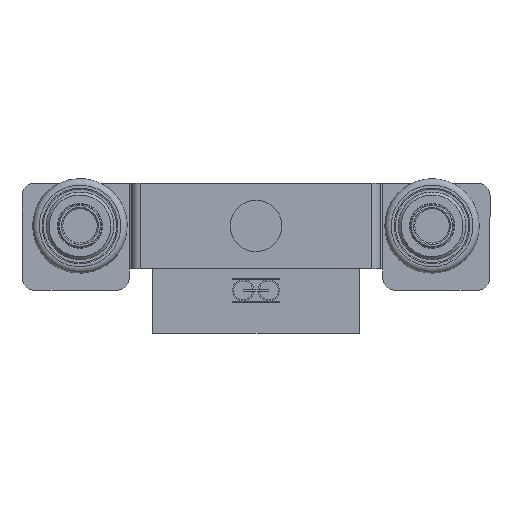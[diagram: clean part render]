
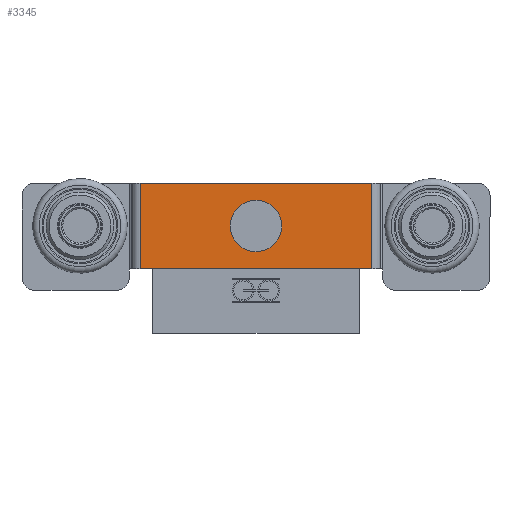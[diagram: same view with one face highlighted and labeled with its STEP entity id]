
A CAD part, top view. The second image highlights one B-rep face of the part: STEP entity #3345.
In plain terms, the highlighted planar face has unit normal (0, 0, 1).
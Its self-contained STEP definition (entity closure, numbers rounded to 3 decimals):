
#121=FACE_BOUND('',#579,.T.);
#233=PLANE('',#3759);
#383=FACE_OUTER_BOUND('',#578,.T.);
#578=EDGE_LOOP('',(#2753,#2754,#2755,#2756));
#579=EDGE_LOOP('',(#2757));
#698=CIRCLE('',#3723,5.1);
#1053=LINE('',#5533,#1367);
#1054=LINE('',#5539,#1368);
#1078=LINE('',#5612,#1392);
#1079=LINE('',#5613,#1393);
#1367=VECTOR('',#4458,10.);
#1368=VECTOR('',#4463,10.);
#1392=VECTOR('',#4539,10.);
#1393=VECTOR('',#4540,10.);
#1609=VERTEX_POINT('',#5511);
#1615=VERTEX_POINT('',#5529);
#1616=VERTEX_POINT('',#5531);
#1617=VERTEX_POINT('',#5535);
#1619=VERTEX_POINT('',#5538);
#2012=EDGE_CURVE('',#1609,#1609,#698,.T.);
#2023=EDGE_CURVE('',#1615,#1616,#1053,.T.);
#2025=EDGE_CURVE('',#1617,#1619,#1054,.T.);
#2062=EDGE_CURVE('',#1619,#1616,#1078,.T.);
#2063=EDGE_CURVE('',#1615,#1617,#1079,.T.);
#2753=ORIENTED_EDGE('',*,*,#2023,.T.);
#2754=ORIENTED_EDGE('',*,*,#2062,.F.);
#2755=ORIENTED_EDGE('',*,*,#2025,.F.);
#2756=ORIENTED_EDGE('',*,*,#2063,.F.);
#2757=ORIENTED_EDGE('',*,*,#2012,.T.);
#3345=ADVANCED_FACE('',(#383,#121),#233,.T.);
#3723=AXIS2_PLACEMENT_3D('',#5512,#4435,#4436);
#3759=AXIS2_PLACEMENT_3D('',#5611,#4537,#4538);
#4435=DIRECTION('center_axis',(0.,0.,-1.));
#4436=DIRECTION('ref_axis',(-1.,0.,0.));
#4458=DIRECTION('',(0.,1.,0.));
#4463=DIRECTION('',(0.,1.,0.));
#4537=DIRECTION('center_axis',(0.,0.,1.));
#4538=DIRECTION('ref_axis',(1.,0.,0.));
#4539=DIRECTION('',(1.,0.,0.));
#4540=DIRECTION('',(-1.,0.,0.));
#5511=CARTESIAN_POINT('',(5.1,15.,6.));
#5512=CARTESIAN_POINT('Origin',(0.,15.,6.));
#5529=CARTESIAN_POINT('',(27.,5.,6.));
#5531=CARTESIAN_POINT('',(27.,25.,6.));
#5533=CARTESIAN_POINT('',(27.,25.,6.));
#5535=CARTESIAN_POINT('',(-27.,5.,6.));
#5538=CARTESIAN_POINT('',(-27.,25.,6.));
#5539=CARTESIAN_POINT('',(-27.,25.,6.));
#5611=CARTESIAN_POINT('Origin',(0.,13.347,
6.));
#5612=CARTESIAN_POINT('',(51.5,25.,6.));
#5613=CARTESIAN_POINT('',(-29.5,5.,6.));
